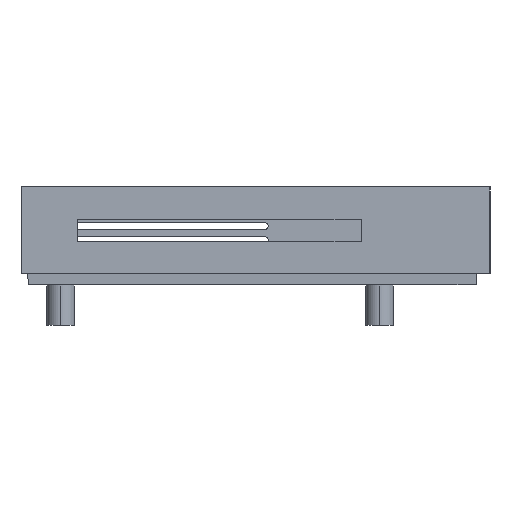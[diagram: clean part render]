
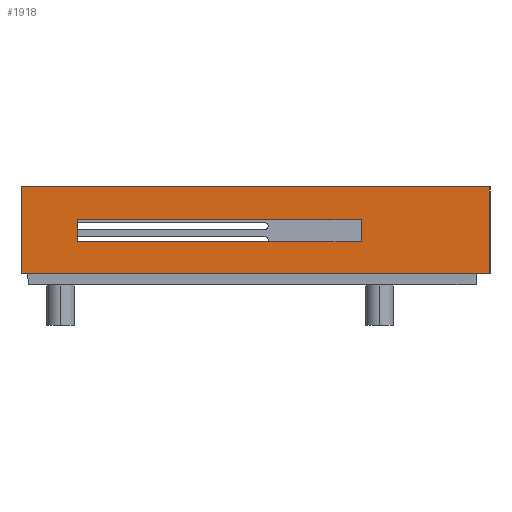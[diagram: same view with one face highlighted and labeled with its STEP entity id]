
A CAD part, left-side view. The second image highlights one B-rep face of the part: STEP entity #1918.
In plain terms, the highlighted planar face has unit normal (-1, 0, 0).
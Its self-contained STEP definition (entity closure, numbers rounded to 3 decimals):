
#34 = DIRECTION ( 'NONE',  ( 0., 0., -1. ) ) ;
#120 = FACE_BOUND ( 'NONE', #2124, .T. ) ;
#139 = VERTEX_POINT ( 'NONE', #1807 ) ;
#160 = VECTOR ( 'NONE', #2339, 1000. ) ;
#163 = AXIS2_PLACEMENT_3D ( 'NONE', #553, #273, #1954 ) ;
#238 = DIRECTION ( 'NONE',  ( 0., 0., -1. ) ) ;
#240 = LINE ( 'NONE', #1716, #160 ) ;
#273 = DIRECTION ( 'NONE',  ( 1., 0., 0. ) ) ;
#276 = ORIENTED_EDGE ( 'NONE', *, *, #2515, .T. ) ;
#324 = VECTOR ( 'NONE', #2049, 1000. ) ;
#399 = VECTOR ( 'NONE', #2308, 1000. ) ;
#407 = CARTESIAN_POINT ( 'NONE',  ( -37.878, 88.95, 92.202 ) ) ;
#422 = CARTESIAN_POINT ( 'NONE',  ( -37.878, 3.86, 107.95 ) ) ;
#479 = LINE ( 'NONE', #706, #2337 ) ;
#486 = EDGE_CURVE ( 'NONE', #509, #1146, #1027, .T. ) ;
#509 = VERTEX_POINT ( 'NONE', #2187 ) ;
#553 = CARTESIAN_POINT ( 'NONE',  ( -37.878, 88.95, 107.95 ) ) ;
#621 = CARTESIAN_POINT ( 'NONE',  ( -37.878, 88.95, 92.202 ) ) ;
#635 = ORIENTED_EDGE ( 'NONE', *, *, #883, .F. ) ;
#657 = CARTESIAN_POINT ( 'NONE',  ( -37.878, 78.81, 97.95 ) ) ;
#660 = ORIENTED_EDGE ( 'NONE', *, *, #1834, .F. ) ;
#706 = CARTESIAN_POINT ( 'NONE',  ( -37.878, 3.86, 107.95 ) ) ;
#707 = VECTOR ( 'NONE', #2256, 1000. ) ;
#721 = EDGE_LOOP ( 'NONE', ( #276, #1003, #836, #1872 ) ) ;
#733 = VERTEX_POINT ( 'NONE', #407 ) ;
#836 = ORIENTED_EDGE ( 'NONE', *, *, #1717, .F. ) ;
#857 = CARTESIAN_POINT ( 'NONE',  ( -37.878, 78.81, 101.95 ) ) ;
#883 = EDGE_CURVE ( 'NONE', #1146, #1183, #1921, .T. ) ;
#1003 = ORIENTED_EDGE ( 'NONE', *, *, #2409, .F. ) ;
#1025 = VECTOR ( 'NONE', #238, 1000. ) ;
#1027 = LINE ( 'NONE', #1261, #399 ) ;
#1090 = CARTESIAN_POINT ( 'NONE',  ( -37.878, 78.81, 97.95 ) ) ;
#1136 = PLANE ( 'NONE',  #163 ) ;
#1146 = VERTEX_POINT ( 'NONE', #857 ) ;
#1183 = VERTEX_POINT ( 'NONE', #657 ) ;
#1261 = CARTESIAN_POINT ( 'NONE',  ( -37.878, 78.81, 101.95 ) ) ;
#1302 = LINE ( 'NONE', #1940, #1025 ) ;
#1364 = VERTEX_POINT ( 'NONE', #1938 ) ;
#1408 = VECTOR ( 'NONE', #34, 1000. ) ;
#1429 = LINE ( 'NONE', #621, #324 ) ;
#1483 = LINE ( 'NONE', #1090, #2318 ) ;
#1496 = DIRECTION ( 'NONE',  ( 0., -1., 0. ) ) ;
#1638 = LINE ( 'NONE', #2643, #707 ) ;
#1716 = CARTESIAN_POINT ( 'NONE',  ( -37.878, 88.95, 107.95 ) ) ;
#1717 = EDGE_CURVE ( 'NONE', #1364, #1852, #240, .T. ) ;
#1807 = CARTESIAN_POINT ( 'NONE',  ( -37.878, 27.31, 97.95 ) ) ;
#1830 = EDGE_CURVE ( 'NONE', #1364, #733, #1302, .T. ) ;
#1834 = EDGE_CURVE ( 'NONE', #1183, #139, #1483, .T. ) ;
#1852 = VERTEX_POINT ( 'NONE', #422 ) ;
#1872 = ORIENTED_EDGE ( 'NONE', *, *, #1830, .T. ) ;
#1918 = ADVANCED_FACE ( 'NONE', ( #120, #2620 ), #1136, .F. ) ;
#1921 = LINE ( 'NONE', #2506, #1408 ) ;
#1935 = VERTEX_POINT ( 'NONE', #2142 ) ;
#1938 = CARTESIAN_POINT ( 'NONE',  ( -37.878, 88.95, 107.95 ) ) ;
#1940 = CARTESIAN_POINT ( 'NONE',  ( -37.878, 88.95, 107.95 ) ) ;
#1954 = DIRECTION ( 'NONE',  ( 0., 1., 0. ) ) ;
#1961 = DIRECTION ( 'NONE',  ( 0., 0., -1. ) ) ;
#2049 = DIRECTION ( 'NONE',  ( 0., -1., 0. ) ) ;
#2124 = EDGE_LOOP ( 'NONE', ( #2364, #660, #635, #2642 ) ) ;
#2142 = CARTESIAN_POINT ( 'NONE',  ( -37.878, 3.86, 92.202 ) ) ;
#2187 = CARTESIAN_POINT ( 'NONE',  ( -37.878, 27.31, 101.95 ) ) ;
#2191 = EDGE_CURVE ( 'NONE', #139, #509, #1638, .T. ) ;
#2256 = DIRECTION ( 'NONE',  ( 0., 0., 1. ) ) ;
#2308 = DIRECTION ( 'NONE',  ( 0., 1., 0. ) ) ;
#2318 = VECTOR ( 'NONE', #1496, 1000. ) ;
#2337 = VECTOR ( 'NONE', #1961, 1000. ) ;
#2339 = DIRECTION ( 'NONE',  ( 0., -1., 0. ) ) ;
#2364 = ORIENTED_EDGE ( 'NONE', *, *, #2191, .F. ) ;
#2409 = EDGE_CURVE ( 'NONE', #1852, #1935, #479, .T. ) ;
#2506 = CARTESIAN_POINT ( 'NONE',  ( -37.878, 78.81, 101.95 ) ) ;
#2515 = EDGE_CURVE ( 'NONE', #733, #1935, #1429, .T. ) ;
#2620 = FACE_OUTER_BOUND ( 'NONE', #721, .T. ) ;
#2642 = ORIENTED_EDGE ( 'NONE', *, *, #486, .F. ) ;
#2643 = CARTESIAN_POINT ( 'NONE',  ( -37.878, 27.31, 101.95 ) ) ;
